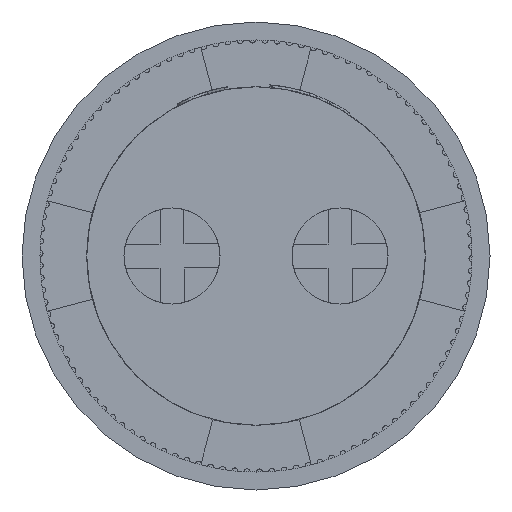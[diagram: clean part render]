
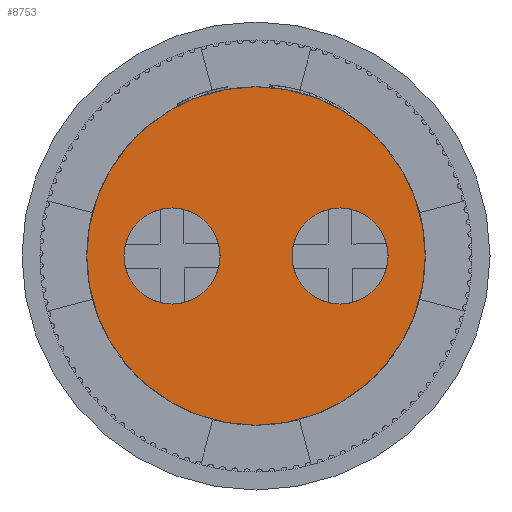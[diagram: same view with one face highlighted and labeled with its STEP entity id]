
A CAD part, front view. The second image highlights one B-rep face of the part: STEP entity #8753.
In plain terms, the highlighted planar face has unit normal (0, -1, 0).
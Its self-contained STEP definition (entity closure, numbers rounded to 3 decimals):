
#246 = DIRECTION ( 'NONE',  ( 0., -1., 0. ) ) ;
#1099 = CARTESIAN_POINT ( 'NONE',  ( 0., 0., 0. ) ) ;
#1405 = CARTESIAN_POINT ( 'NONE',  ( 3.5, 0., 2. ) ) ;
#1584 = AXIS2_PLACEMENT_3D ( 'NONE', #24796, #6723, #22808 ) ;
#2004 = AXIS2_PLACEMENT_3D ( 'NONE', #1099, #17201, #21434 ) ;
#2299 = DIRECTION ( 'NONE',  ( 0., -1., 0. ) ) ;
#3047 = CIRCLE ( 'NONE', #24154, 2. ) ;
#3507 = ORIENTED_EDGE ( 'NONE', *, *, #15220, .F. ) ;
#4322 = DIRECTION ( 'NONE',  ( 0., 0., -1. ) ) ;
#4517 = CARTESIAN_POINT ( 'NONE',  ( 3.5, 0., -2. ) ) ;
#5313 = AXIS2_PLACEMENT_3D ( 'NONE', #10126, #19911, #19788 ) ;
#5442 = CARTESIAN_POINT ( 'NONE',  ( 0., 0., -7.05 ) ) ;
#5591 = CIRCLE ( 'NONE', #20333, 2. ) ;
#5827 = ORIENTED_EDGE ( 'NONE', *, *, #21008, .F. ) ;
#6352 = ORIENTED_EDGE ( 'NONE', *, *, #12185, .F. ) ;
#6699 = ORIENTED_EDGE ( 'NONE', *, *, #20982, .F. ) ;
#6723 = DIRECTION ( 'NONE',  ( 0., 1., 0. ) ) ;
#7168 = ORIENTED_EDGE ( 'NONE', *, *, #16595, .F. ) ;
#7445 = DIRECTION ( 'NONE',  ( 0., 0., -1. ) ) ;
#7462 = EDGE_LOOP ( 'NONE', ( #3507, #7168 ) ) ;
#8266 = VERTEX_POINT ( 'NONE', #17314 ) ;
#8398 = VERTEX_POINT ( 'NONE', #5442 ) ;
#8686 = FACE_OUTER_BOUND ( 'NONE', #7462, .T. ) ;
#8753 = ADVANCED_FACE ( 'NONE', ( #18707, #12889, #8686 ), #16735, .F. ) ;
#8884 = VERTEX_POINT ( 'NONE', #1405 ) ;
#10126 = CARTESIAN_POINT ( 'NONE',  ( 0., 0., 0. ) ) ;
#10213 = CARTESIAN_POINT ( 'NONE',  ( 3.5, 0., 0. ) ) ;
#11157 = CARTESIAN_POINT ( 'NONE',  ( 0., 0., 7.05 ) ) ;
#12185 = EDGE_CURVE ( 'NONE', #8266, #18553, #18956, .T. ) ;
#12889 = FACE_BOUND ( 'NONE', #16173, .T. ) ;
#13500 = DIRECTION ( 'NONE',  ( 0., -1., 0. ) ) ;
#15220 = EDGE_CURVE ( 'NONE', #8398, #18515, #18461, .T. ) ;
#15379 = CARTESIAN_POINT ( 'NONE',  ( 3.5, 0., 0. ) ) ;
#16173 = EDGE_LOOP ( 'NONE', ( #20874, #6352 ) ) ;
#16175 = DIRECTION ( 'NONE',  ( 0., 0., -1. ) ) ;
#16595 = EDGE_CURVE ( 'NONE', #18515, #8398, #18382, .T. ) ;
#16735 = PLANE ( 'NONE',  #1584 ) ;
#17201 = DIRECTION ( 'NONE',  ( 0., 1., 0. ) ) ;
#17314 = CARTESIAN_POINT ( 'NONE',  ( -3.5, 0., 2. ) ) ;
#17461 = CARTESIAN_POINT ( 'NONE',  ( -3.5, 0., 0. ) ) ;
#17918 = CARTESIAN_POINT ( 'NONE',  ( -3.5, 0., 0. ) ) ;
#18382 = CIRCLE ( 'NONE', #5313, 7.05 ) ;
#18461 = CIRCLE ( 'NONE', #2004, 7.05 ) ;
#18515 = VERTEX_POINT ( 'NONE', #11157 ) ;
#18553 = VERTEX_POINT ( 'NONE', #19622 ) ;
#18707 = FACE_BOUND ( 'NONE', #25784, .T. ) ;
#18956 = CIRCLE ( 'NONE', #23189, 2. ) ;
#19465 = DIRECTION ( 'NONE',  ( 0., 0., -1. ) ) ;
#19622 = CARTESIAN_POINT ( 'NONE',  ( -3.5, 0., -2. ) ) ;
#19788 = DIRECTION ( 'NONE',  ( 0., 0., 1. ) ) ;
#19911 = DIRECTION ( 'NONE',  ( 0., 1., 0. ) ) ;
#20333 = AXIS2_PLACEMENT_3D ( 'NONE', #10213, #2299, #16175 ) ;
#20874 = ORIENTED_EDGE ( 'NONE', *, *, #22252, .F. ) ;
#20950 = CIRCLE ( 'NONE', #21811, 2. ) ;
#20982 = EDGE_CURVE ( 'NONE', #8884, #22423, #3047, .T. ) ;
#21008 = EDGE_CURVE ( 'NONE', #22423, #8884, #5591, .T. ) ;
#21434 = DIRECTION ( 'NONE',  ( 0., 0., 1. ) ) ;
#21811 = AXIS2_PLACEMENT_3D ( 'NONE', #17461, #13500, #7445 ) ;
#22252 = EDGE_CURVE ( 'NONE', #18553, #8266, #20950, .T. ) ;
#22423 = VERTEX_POINT ( 'NONE', #4517 ) ;
#22808 = DIRECTION ( 'NONE',  ( 0., 0., 1. ) ) ;
#23189 = AXIS2_PLACEMENT_3D ( 'NONE', #17918, #246, #4322 ) ;
#23439 = DIRECTION ( 'NONE',  ( 0., -1., 0. ) ) ;
#24154 = AXIS2_PLACEMENT_3D ( 'NONE', #15379, #23439, #19465 ) ;
#24796 = CARTESIAN_POINT ( 'NONE',  ( 0., 0., 0. ) ) ;
#25784 = EDGE_LOOP ( 'NONE', ( #5827, #6699 ) ) ;
